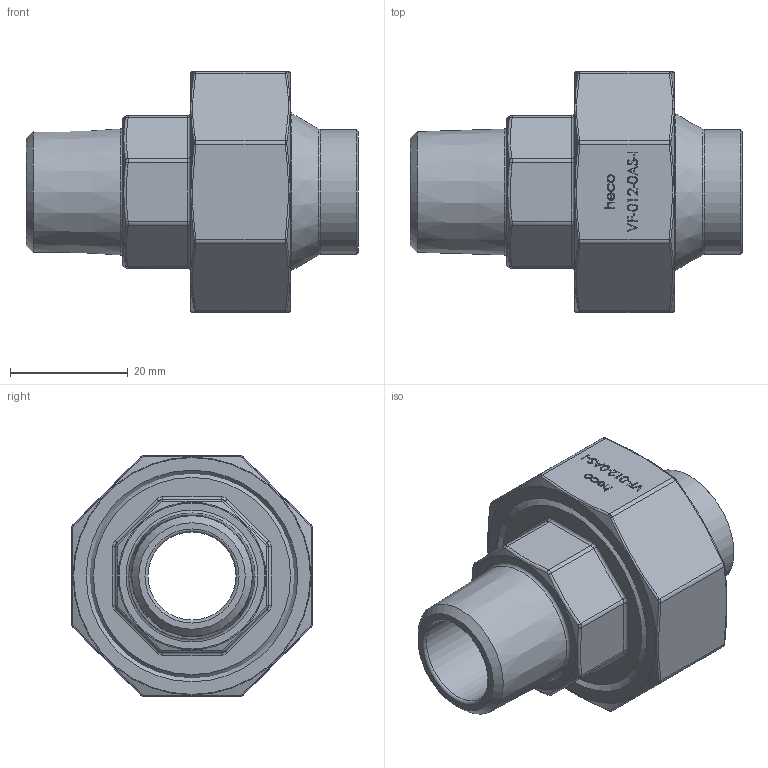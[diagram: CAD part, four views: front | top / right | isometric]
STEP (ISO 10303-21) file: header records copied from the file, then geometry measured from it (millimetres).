
FILE_DESCRIPTION (( 'STEP AP214' ), '1' );
FILE_NAME ('VF-012-0AS-I Verschraubung flach 2110.STEP', '2021-10-01T09:42:36', ( '' ), ( '' ), 'SwSTEP 2.0', 'SolidWorks 2019', '' );
FILE_SCHEMA (( 'AUTOMOTIVE_DESIGN' ));
Length unit declared in the file: millimetre
Products named in the file (1): VF-012-0AS-I Verschraubung flach 2110
Bounding box: 56.5 x 41 x 41 mm (x, y, z)
Volume: 26867.8 mm3; surface area: 16209.3 mm2
Topology: 4 solids, 4 shells, 324 faces, 784 edges, 494 vertices
Faces by surface type: bspline 122, plane 121, cylinder 37, torus 31, cone 13
Full cylindrical faces by diameter (mm): 15 x1, 16.7 x1, 18 x1, 21.3 x1, 22 x2, 23 x1, 29.5 x1, 30 x1, 33.5 x2, 33.84 x1, 36 x1
Entity records: 17712 total; most frequent: CARTESIAN_POINT 7604, ORIENTED_EDGE 1438, DIRECTION 1021, EDGE_CURVE 719, VERTEX_POINT 478, EDGE_LOOP 407, FACE_OUTER_BOUND 360, AXIS2_PLACEMENT_3D 343
